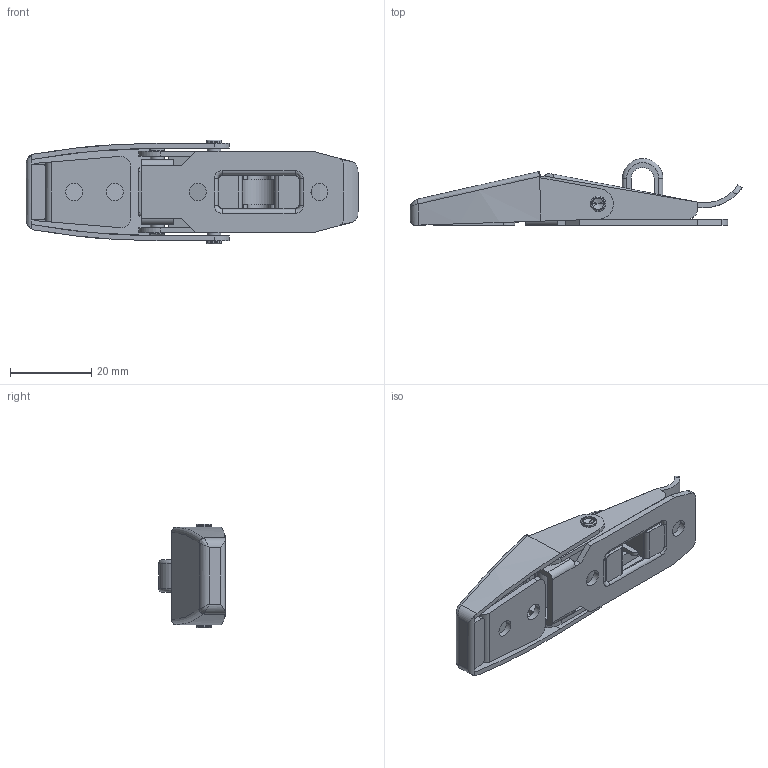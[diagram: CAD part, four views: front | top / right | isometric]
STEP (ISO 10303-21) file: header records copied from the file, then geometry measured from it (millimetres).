
FILE_DESCRIPTION (( 'STEP AP203' ), '1' );
FILE_NAME ('Žº‰ª•ÏŠ·.STEP', '2012-04-09T05:08:13', ( '' ), ( '' ), 'SwSTEP 2.0', 'SolidWorks 2011', '' );
FILE_SCHEMA (( 'CONFIG_CONTROL_DESIGN' ));
Length unit declared in the file: millimetre
Products named in the file (8): 室岡変換; C-1144-2B_受板; C-1144-2B_フック; C-1144-2B_ピンB; C-1144-2B_レバー; C-1144-2B_錠前取付金具; C-1144-2B_ピンA; C-1144-2B_取付板
Assembly tree (7 placements, depth 2):
  室岡変換
    C-1144-2B_取付板
    C-1144-2B_受板
    C-1144-2B_フック
    C-1144-2B_ピンB
    C-1144-2B_レバー
    C-1144-2B_錠前取付金具
    C-1144-2B_ピンA
Bounding box: 81.88 x 16.5 x 25.6 mm (x, y, z)
Volume: 6475.6 mm3; surface area: 11463.9 mm2
Topology: 7 solids, 7 shells, 271 faces, 703 edges, 444 vertices
Faces by surface type: cylinder 120, plane 117, torus 18, bspline 8, cone 8
Entity records: 9341 total; most frequent: CARTESIAN_POINT 1810, DIRECTION 1441, ORIENTED_EDGE 1382, EDGE_CURVE 691, AXIS2_PLACEMENT_3D 525, VERTEX_POINT 444, VECTOR 391, LINE 391
